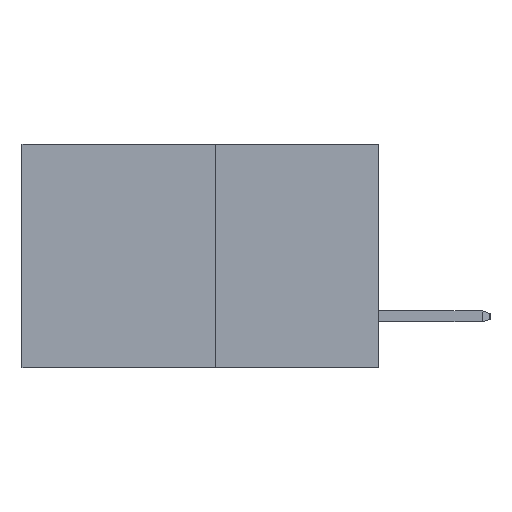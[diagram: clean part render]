
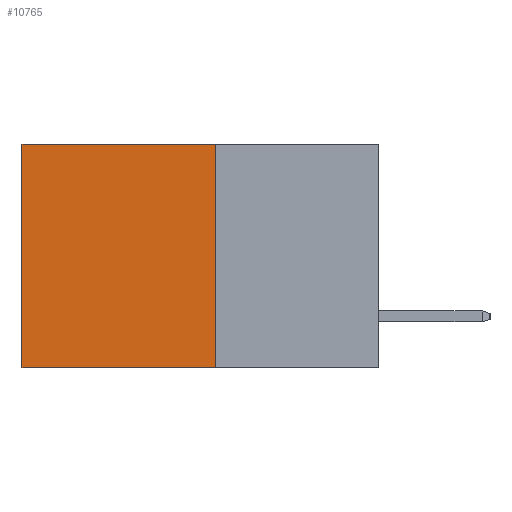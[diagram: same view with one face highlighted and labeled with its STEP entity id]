
A CAD part, left-side view. The second image highlights one B-rep face of the part: STEP entity #10765.
In plain terms, the highlighted planar face has unit normal (-1, 0, 0).
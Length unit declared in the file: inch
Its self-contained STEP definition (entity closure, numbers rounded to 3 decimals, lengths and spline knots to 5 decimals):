
#1 = CARTESIAN_POINT ( 'NONE',  ( 0.277, 0.27, -0.37 ) ) ;
#271 = CARTESIAN_POINT ( 'NONE',  ( 0.277, 0.59, -0.37 ) ) ;
#1437 = DIRECTION ( 'NONE',  ( 0., 1., 0. ) ) ;
#1806 = CARTESIAN_POINT ( 'NONE',  ( 0.277, 0.27, 0. ) ) ;
#2911 = LINE ( 'NONE', #12547, #14598 ) ;
#3207 = DIRECTION ( 'NONE',  ( 1., 0., 0. ) ) ;
#3405 = VERTEX_POINT ( 'NONE', #13487 ) ;
#3457 = ORIENTED_EDGE ( 'NONE', *, *, #18426, .T. ) ;
#4959 = LINE ( 'NONE', #271, #12436 ) ;
#5039 = DIRECTION ( 'NONE',  ( 0., 1., 0. ) ) ;
#5111 = ORIENTED_EDGE ( 'NONE', *, *, #8854, .T. ) ;
#5315 = CARTESIAN_POINT ( 'NONE',  ( 0.277, 0.59, -0.37 ) ) ;
#8854 = EDGE_CURVE ( 'NONE', #3405, #20324, #13426, .T. ) ;
#8865 = EDGE_CURVE ( 'NONE', #3405, #14126, #17112, .T. ) ;
#9071 = VECTOR ( 'NONE', #14611, 39.37008 ) ;
#9294 = VECTOR ( 'NONE', #5039, 39.37008 ) ;
#9906 = DIRECTION ( 'NONE',  ( 0., 0., -1. ) ) ;
#10143 = CARTESIAN_POINT ( 'NONE',  ( 0.277, 0.59, 0. ) ) ;
#10765 = ADVANCED_FACE ( 'NONE', ( #14160 ), #17424, .F. ) ;
#12436 = VECTOR ( 'NONE', #9906, 39.37008 ) ;
#12547 = CARTESIAN_POINT ( 'NONE',  ( 0.277, 0.27, -0.37 ) ) ;
#12561 = ORIENTED_EDGE ( 'NONE', *, *, #8865, .F. ) ;
#12697 = ORIENTED_EDGE ( 'NONE', *, *, #18923, .F. ) ;
#13318 = CARTESIAN_POINT ( 'NONE',  ( 0.277, 0.27, -0.37 ) ) ;
#13426 = LINE ( 'NONE', #1806, #9294 ) ;
#13487 = CARTESIAN_POINT ( 'NONE',  ( 0.277, 0.27, 0. ) ) ;
#14126 = VERTEX_POINT ( 'NONE', #13318 ) ;
#14160 = FACE_OUTER_BOUND ( 'NONE', #15333, .T. ) ;
#14342 = DIRECTION ( 'NONE',  ( 0., 0., -1. ) ) ;
#14598 = VECTOR ( 'NONE', #1437, 39.37008 ) ;
#14611 = DIRECTION ( 'NONE',  ( 0., 0., -1. ) ) ;
#15333 = EDGE_LOOP ( 'NONE', ( #3457, #12697, #12561, #5111 ) ) ;
#16684 = VERTEX_POINT ( 'NONE', #5315 ) ;
#17112 = LINE ( 'NONE', #19254, #9071 ) ;
#17424 = PLANE ( 'NONE',  #18793 ) ;
#18426 = EDGE_CURVE ( 'NONE', #20324, #16684, #4959, .T. ) ;
#18793 = AXIS2_PLACEMENT_3D ( 'NONE', #1, #3207, #14342 ) ;
#18923 = EDGE_CURVE ( 'NONE', #14126, #16684, #2911, .T. ) ;
#19254 = CARTESIAN_POINT ( 'NONE',  ( 0.277, 0.27, -0.37 ) ) ;
#20324 = VERTEX_POINT ( 'NONE', #10143 ) ;
